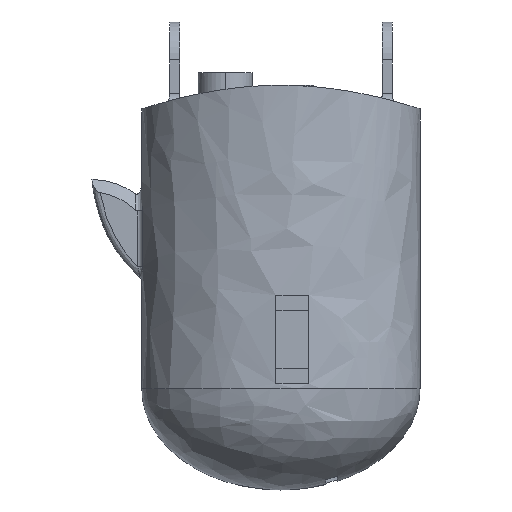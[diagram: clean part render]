
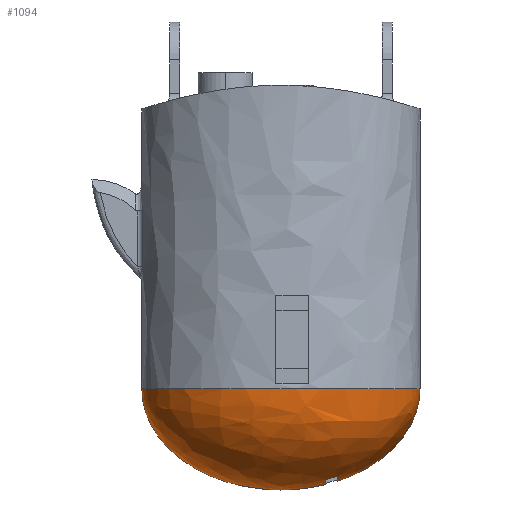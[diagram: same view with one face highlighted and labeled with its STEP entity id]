
A CAD part, left-side view. The second image highlights one B-rep face of the part: STEP entity #1094.
In plain terms, the highlighted free-form (B-spline) face has degree [3, 2] with [7, 3] control points.
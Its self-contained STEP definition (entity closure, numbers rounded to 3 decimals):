
#8 = CARTESIAN_POINT ( 'NONE',  ( 0., 0., -160. ) ) ;
#42 = CARTESIAN_POINT ( 'NONE',  ( 0., -17.75, -157.86 ) ) ;
#207 = CARTESIAN_POINT ( 'NONE',  ( 0., 0., -160. ) ) ;
#267 = CARTESIAN_POINT ( 'NONE',  ( 0., 55., -120. ) ) ;
#374 = CARTESIAN_POINT ( 'NONE',  ( -12., -22.25, -154.556 ) ) ;
#509 = EDGE_CURVE ( 'NONE', #17966, #15378, #3497, .T. ) ;
#898 = CARTESIAN_POINT ( 'NONE',  ( -12., -22.25, -154.556 ) ) ;
#1047 = ORIENTED_EDGE ( 'NONE', *, *, #509, .F. ) ;
#1094 = ADVANCED_FACE ( 'NONE', ( #5188 ), #18436, .F. ) ;
#1107 = CARTESIAN_POINT ( 'NONE',  ( -5.083, -17.75, -157.531 ) ) ;
#1498 = EDGE_CURVE ( 'NONE', #17578, #12272, #8938, .T. ) ;
#1554 = CARTESIAN_POINT ( 'NONE',  ( -80., 55., -160. ) ) ;
#2145 = CARTESIAN_POINT ( 'NONE',  ( 0., 55., -160. ) ) ;
#2674 = CARTESIAN_POINT ( 'NONE',  ( -80., -55., -120. ) ) ;
#2696 = CARTESIAN_POINT ( 'NONE',  ( 0., -17.75, -157.86 ) ) ;
#2739 = CARTESIAN_POINT ( 'NONE',  ( 0., 55., -120. ) ) ;
#2856 = CARTESIAN_POINT ( 'NONE',  ( 0., -9.119, -160. ) ) ;
#3106 = ORIENTED_EDGE ( 'NONE', *, *, #4964, .T. ) ;
#3497 = B_SPLINE_CURVE_WITH_KNOTS ( 'NONE', 3,
 ( #17423, #8564, #8688, #1107, #11524, #7202, #14545, #2696 ),
 .UNSPECIFIED., .F., .F.,
 ( 4, 2, 2, 4 ),
 ( 0., 0.006, 0.009, 0.012 ),
 .UNSPECIFIED. ) ;
#3801 = VERTEX_POINT ( 'NONE', #10085 ) ;
#3909 = CARTESIAN_POINT ( 'NONE',  ( 0., 0., -160. ) ) ;
#4178 = CARTESIAN_POINT ( 'NONE',  ( 0., -22.25, -156.581 ) ) ;
#4233 = CARTESIAN_POINT ( 'NONE',  ( -80., 55., -120. ) ) ;
#4262 = VERTEX_POINT ( 'NONE', #8571 ) ;
#4448 = CARTESIAN_POINT ( 'NONE',  ( 0., 0., -160. ) ) ;
#4646 = ORIENTED_EDGE ( 'NONE', *, *, #17083, .F. ) ;
#4964 = EDGE_CURVE ( 'NONE', #3801, #6552, #15939, .T. ) ;
#4978 =( BOUNDED_CURVE ( )  B_SPLINE_CURVE ( 2, ( #8570, #9806, #7090 ),
 .UNSPECIFIED., .F., .T. ) 
 B_SPLINE_CURVE_WITH_KNOTS ( ( 3, 3 ),
 ( 0., 0.725 ),
 .UNSPECIFIED. ) 
 CURVE ( )  GEOMETRIC_REPRESENTATION_ITEM ( )  RATIONAL_B_SPLINE_CURVE ( ( 1., 0.788, 0.883 ) ) 
 REPRESENTATION_ITEM ( '' )  );
#5188 = FACE_OUTER_BOUND ( 'NONE', #7261, .T. ) ;
#5716 = CARTESIAN_POINT ( 'NONE',  ( 0., -55., -120. ) ) ;
#5936 = CARTESIAN_POINT ( 'NONE',  ( 0., 55., -160. ) ) ;
#6227 = CARTESIAN_POINT ( 'NONE',  ( -12., -20.766, -155.062 ) ) ;
#6552 = VERTEX_POINT ( 'NONE', #3909 ) ;
#7090 = CARTESIAN_POINT ( 'NONE',  ( 0., -22.25, -156.581 ) ) ;
#7202 = CARTESIAN_POINT ( 'NONE',  ( -2.039, -17.75, -157.818 ) ) ;
#7261 = EDGE_LOOP ( 'NONE', ( #4646, #3106, #13099, #1047, #9457, #9341, #12344 ) ) ;
#7263 = CARTESIAN_POINT ( 'NONE',  ( -12., -17.75, -155.908 ) ) ;
#7391 = CARTESIAN_POINT ( 'NONE',  ( 0., -55., -160. ) ) ;
#7481 = CARTESIAN_POINT ( 'NONE',  ( 0., 0., -160. ) ) ;
#7585 = CARTESIAN_POINT ( 'NONE',  ( 80., 55., -120. ) ) ;
#7647 = CARTESIAN_POINT ( 'NONE',  ( 0., -55., -160. ) ) ;
#8402 = EDGE_CURVE ( 'NONE', #15378, #6552, #12201, .T. ) ;
#8564 = CARTESIAN_POINT ( 'NONE',  ( -10.066, -17.75, -156.554 ) ) ;
#8570 = CARTESIAN_POINT ( 'NONE',  ( 0., -55., -120. ) ) ;
#8571 = CARTESIAN_POINT ( 'NONE',  ( 0., -55., -120. ) ) ;
#8688 = CARTESIAN_POINT ( 'NONE',  ( -8.094, -17.75, -157.04 ) ) ;
#8938 = B_SPLINE_CURVE_WITH_KNOTS ( 'NONE', 3,
 ( #898, #18780, #17666, #14596, #11693, #4178 ),
 .UNSPECIFIED., .F., .F.,
 ( 4, 2, 4 ),
 ( 0., 0.006, 0.012 ),
 .UNSPECIFIED. ) ;
#8940 = CARTESIAN_POINT ( 'NONE',  ( -80., 55., -120. ) ) ;
#9341 = ORIENTED_EDGE ( 'NONE', *, *, #1498, .T. ) ;
#9457 = ORIENTED_EDGE ( 'NONE', *, *, #15457, .T. ) ;
#9551 = CARTESIAN_POINT ( 'NONE',  ( 0., 55., -120. ) ) ;
#9806 = CARTESIAN_POINT ( 'NONE',  ( 0., -55., -146.045 ) ) ;
#10085 = CARTESIAN_POINT ( 'NONE',  ( 0., 55., -120. ) ) ;
#10319 = CARTESIAN_POINT ( 'NONE',  ( 0., -55., -120. ) ) ;
#10372 = CARTESIAN_POINT ( 'NONE',  ( 0., 0., -160. ) ) ;
#10431 = CARTESIAN_POINT ( 'NONE',  ( -80., -55., -160. ) ) ;
#10740 = CARTESIAN_POINT ( 'NONE',  ( -12., -19.266, -155.511 ) ) ;
#11524 = CARTESIAN_POINT ( 'NONE',  ( -4.069, -17.75, -157.654 ) ) ;
#11579 = B_SPLINE_CURVE_WITH_KNOTS ( 'NONE', 3,
 ( #11941, #10740, #6227, #374 ),
 .UNSPECIFIED., .F., .F.,
 ( 4, 4 ),
 ( 0., 0.005 ),
 .UNSPECIFIED. ) ;
#11581 = EDGE_CURVE ( 'NONE', #4262, #12272, #4978, .T. ) ;
#11693 = CARTESIAN_POINT ( 'NONE',  ( -2.042, -22.25, -156.581 ) ) ;
#11838 = CARTESIAN_POINT ( 'NONE',  ( 0., 0., -160. ) ) ;
#11903 = CARTESIAN_POINT ( 'NONE',  ( 0., -22.25, -156.581 ) ) ;
#11941 = CARTESIAN_POINT ( 'NONE',  ( -12., -17.75, -155.908 ) ) ;
#12179 =( BOUNDED_CURVE ( )  B_SPLINE_CURVE ( 3, ( #2739, #4233, #2674, #5716 ),
 .UNSPECIFIED., .F., .T. ) 
 B_SPLINE_CURVE_WITH_KNOTS ( ( 4, 4 ),
 ( 3.142, 6.283 ),
 .UNSPECIFIED. ) 
 CURVE ( )  GEOMETRIC_REPRESENTATION_ITEM ( )  RATIONAL_B_SPLINE_CURVE ( ( 1., 0.333, 0.333, 1. ) ) 
 REPRESENTATION_ITEM ( '' )  );
#12201 =( BOUNDED_CURVE ( )  B_SPLINE_CURVE ( 2, ( #42, #2856, #7481 ),
 .UNSPECIFIED., .F., .F. ) 
 B_SPLINE_CURVE_WITH_KNOTS ( ( 3, 3 ),
 ( 0.781, 1. ),
 .UNSPECIFIED. ) 
 CURVE ( )  GEOMETRIC_REPRESENTATION_ITEM ( )  RATIONAL_B_SPLINE_CURVE ( ( 0.9, 0.936, 1. ) ) 
 REPRESENTATION_ITEM ( '' )  );
#12272 = VERTEX_POINT ( 'NONE', #11903 ) ;
#12344 = ORIENTED_EDGE ( 'NONE', *, *, #11581, .F. ) ;
#12457 = CARTESIAN_POINT ( 'NONE',  ( 0., 0., -160. ) ) ;
#13099 = ORIENTED_EDGE ( 'NONE', *, *, #8402, .F. ) ;
#13371 = CARTESIAN_POINT ( 'NONE',  ( 0., 0., -160. ) ) ;
#13432 = CARTESIAN_POINT ( 'NONE',  ( 80., -55., -120. ) ) ;
#14545 = CARTESIAN_POINT ( 'NONE',  ( -1.019, -17.75, -157.86 ) ) ;
#14596 = CARTESIAN_POINT ( 'NONE',  ( -4.071, -22.25, -156.411 ) ) ;
#14917 = CARTESIAN_POINT ( 'NONE',  ( 0., 0., -160. ) ) ;
#14962 = CARTESIAN_POINT ( 'NONE',  ( 0., -17.75, -157.86 ) ) ;
#15378 = VERTEX_POINT ( 'NONE', #14962 ) ;
#15457 = EDGE_CURVE ( 'NONE', #17966, #17578, #11579, .T. ) ;
#15939 =( BOUNDED_CURVE ( )  B_SPLINE_CURVE ( 2, ( #9551, #2145, #12457 ),
 .UNSPECIFIED., .F., .F. ) 
 B_SPLINE_CURVE_WITH_KNOTS ( ( 3, 3 ),
 ( 0., 1. ),
 .UNSPECIFIED. ) 
 CURVE ( )  GEOMETRIC_REPRESENTATION_ITEM ( )  RATIONAL_B_SPLINE_CURVE ( ( 1., 0.707, 1. ) ) 
 REPRESENTATION_ITEM ( '' )  );
#17083 = EDGE_CURVE ( 'NONE', #3801, #4262, #12179, .T. ) ;
#17423 = CARTESIAN_POINT ( 'NONE',  ( -12., -17.75, -155.908 ) ) ;
#17578 = VERTEX_POINT ( 'NONE', #19141 ) ;
#17666 = CARTESIAN_POINT ( 'NONE',  ( -8.099, -22.25, -155.731 ) ) ;
#17754 = CARTESIAN_POINT ( 'NONE',  ( 80., -55., -160. ) ) ;
#17814 = CARTESIAN_POINT ( 'NONE',  ( -80., -55., -120. ) ) ;
#17879 = CARTESIAN_POINT ( 'NONE',  ( 0., -55., -120. ) ) ;
#17966 = VERTEX_POINT ( 'NONE', #7263 ) ;
#18015 = CARTESIAN_POINT ( 'NONE',  ( 80., 55., -160. ) ) ;
#18436 =( BOUNDED_SURFACE ( )  B_SPLINE_SURFACE ( 3, 2, ( 
 ( #10319, #7391, #8 ),
 ( #13432, #17754, #14917 ),
 ( #7585, #18015, #4448 ),
 ( #267, #5936, #10372 ),
 ( #8940, #1554, #11838 ),
 ( #17814, #10431, #207 ),
 ( #17879, #7647, #13371 ) ),
 .UNSPECIFIED., .T., .F., .F. ) 
 B_SPLINE_SURFACE_WITH_KNOTS ( ( 4, 3, 4 ),
 ( 3, 3 ),
 ( 0., 0.5, 1. ),
 ( 0., 1. ),
 .UNSPECIFIED. ) 
 GEOMETRIC_REPRESENTATION_ITEM ( )  RATIONAL_B_SPLINE_SURFACE ( (
 ( 1., 0.707, 1.),
 ( 0.333, 0.236, 0.333),
 ( 0.333, 0.236, 0.333),
 ( 1., 0.707, 1.),
 ( 0.333, 0.236, 0.333),
 ( 0.333, 0.236, 0.333),
 ( 1., 0.707, 1.) ) ) 
 REPRESENTATION_ITEM ( '' )  SURFACE ( )  );
#18780 = CARTESIAN_POINT ( 'NONE',  ( -10.071, -22.25, -155.226 ) ) ;
#19141 = CARTESIAN_POINT ( 'NONE',  ( -12., -22.25, -154.556 ) ) ;
